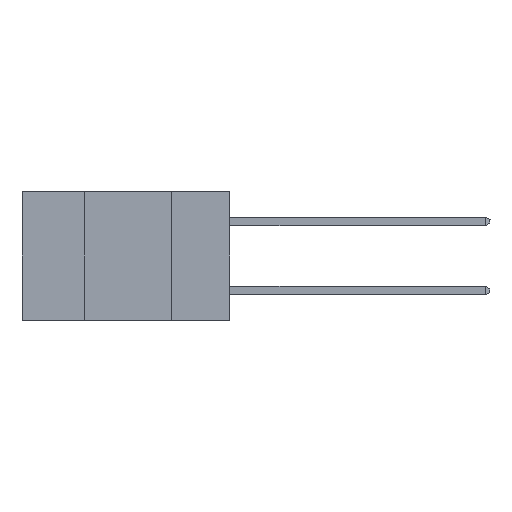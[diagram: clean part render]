
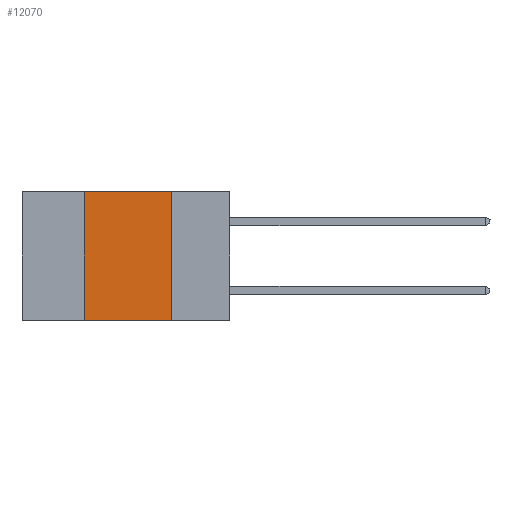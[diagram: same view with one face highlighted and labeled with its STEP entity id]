
A CAD part, left-side view. The second image highlights one B-rep face of the part: STEP entity #12070.
In plain terms, the highlighted planar face has unit normal (-1, 0, 0).
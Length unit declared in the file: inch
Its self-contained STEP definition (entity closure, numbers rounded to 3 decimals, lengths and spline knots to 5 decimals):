
#425 = DIRECTION ( 'NONE',  ( 0., 0., -1. ) ) ;
#657 = EDGE_CURVE ( 'NONE', #11389, #3649, #13852, .T. ) ;
#974 = DIRECTION ( 'NONE',  ( 1., 0., 0. ) ) ;
#1043 = CARTESIAN_POINT ( 'NONE',  ( 0., 0.42, -0.37 ) ) ;
#1081 = DIRECTION ( 'NONE',  ( 0., -1., 0. ) ) ;
#1504 = VERTEX_POINT ( 'NONE', #1043 ) ;
#1811 = VECTOR ( 'NONE', #15250, 39.37008 ) ;
#1890 = LINE ( 'NONE', #11699, #10042 ) ;
#2274 = CARTESIAN_POINT ( 'NONE',  ( 0., 0.17, 0. ) ) ;
#3297 = EDGE_CURVE ( 'NONE', #1504, #11389, #6666, .T. ) ;
#3649 = VERTEX_POINT ( 'NONE', #2274 ) ;
#3846 = CARTESIAN_POINT ( 'NONE',  ( 0., 0.6, 0. ) ) ;
#4246 = EDGE_LOOP ( 'NONE', ( #11674, #15834, #14835, #16681 ) ) ;
#5314 = DIRECTION ( 'NONE',  ( 0., 0., -1. ) ) ;
#6666 = LINE ( 'NONE', #10907, #1811 ) ;
#6667 = AXIS2_PLACEMENT_3D ( 'NONE', #9766, #974, #5314 ) ;
#7552 = CARTESIAN_POINT ( 'NONE',  ( 0., 0.17, -0.37 ) ) ;
#9130 = VECTOR ( 'NONE', #1081, 39.37008 ) ;
#9766 = CARTESIAN_POINT ( 'NONE',  ( 0., 0.6, 0. ) ) ;
#10042 = VECTOR ( 'NONE', #17064, 39.37008 ) ;
#10480 = EDGE_CURVE ( 'NONE', #3649, #13381, #13091, .T. ) ;
#10907 = CARTESIAN_POINT ( 'NONE',  ( 0., 0.42, -0.37 ) ) ;
#11389 = VERTEX_POINT ( 'NONE', #17501 ) ;
#11674 = ORIENTED_EDGE ( 'NONE', *, *, #10480, .F. ) ;
#11699 = CARTESIAN_POINT ( 'NONE',  ( 0., 0.6, -0.37 ) ) ;
#12070 = ADVANCED_FACE ( 'NONE', ( #17904 ), #13836, .F. ) ;
#13091 = LINE ( 'NONE', #7552, #14000 ) ;
#13381 = VERTEX_POINT ( 'NONE', #13685 ) ;
#13685 = CARTESIAN_POINT ( 'NONE',  ( 0., 0.17, -0.37 ) ) ;
#13836 = PLANE ( 'NONE',  #6667 ) ;
#13852 = LINE ( 'NONE', #3846, #9130 ) ;
#14000 = VECTOR ( 'NONE', #425, 39.37008 ) ;
#14835 = ORIENTED_EDGE ( 'NONE', *, *, #3297, .F. ) ;
#15250 = DIRECTION ( 'NONE',  ( 0., 0., 1. ) ) ;
#15834 = ORIENTED_EDGE ( 'NONE', *, *, #657, .F. ) ;
#16023 = EDGE_CURVE ( 'NONE', #1504, #13381, #1890, .T. ) ;
#16681 = ORIENTED_EDGE ( 'NONE', *, *, #16023, .T. ) ;
#17064 = DIRECTION ( 'NONE',  ( 0., -1., 0. ) ) ;
#17501 = CARTESIAN_POINT ( 'NONE',  ( 0., 0.42, 0. ) ) ;
#17904 = FACE_OUTER_BOUND ( 'NONE', #4246, .T. ) ;
